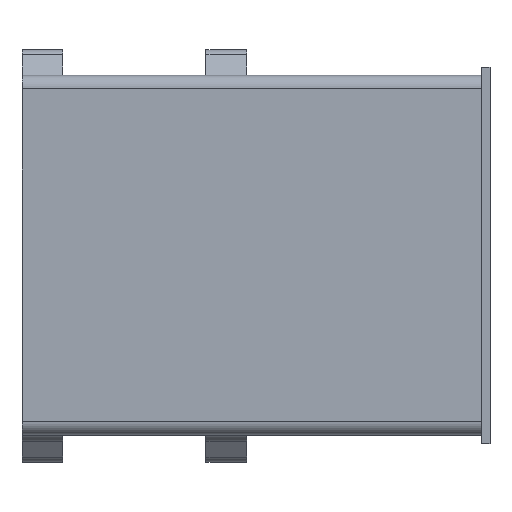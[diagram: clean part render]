
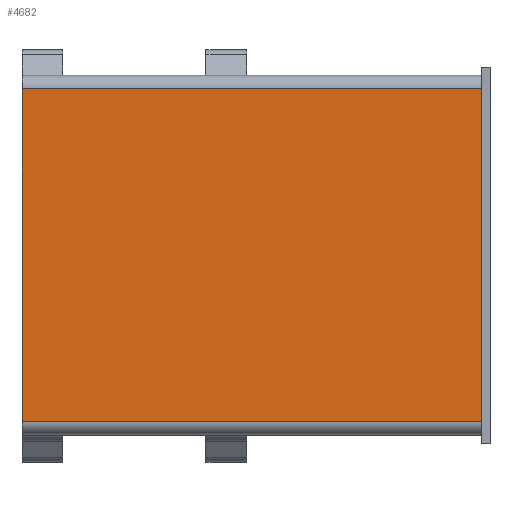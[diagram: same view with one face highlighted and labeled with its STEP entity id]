
A CAD part, top view. The second image highlights one B-rep face of the part: STEP entity #4682.
In plain terms, the highlighted planar face has unit normal (0, 0, 1).
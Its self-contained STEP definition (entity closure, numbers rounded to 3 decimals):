
#272 = PLANE('',#273);
#273 = AXIS2_PLACEMENT_3D('',#274,#275,#276);
#274 = CARTESIAN_POINT('',(0.,-13.3,0.));
#275 = DIRECTION('',(-1.,0.,0.));
#276 = DIRECTION('',(0.,1.,0.));
#802 = CYLINDRICAL_SURFACE('',#803,0.5);
#803 = AXIS2_PLACEMENT_3D('',#804,#805,#806);
#804 = CARTESIAN_POINT('',(0.,-0.5,14.79));
#805 = DIRECTION('',(1.,0.,0.));
#806 = DIRECTION('',(0.,1.,0.));
#830 = PLANE('',#831);
#831 = AXIS2_PLACEMENT_3D('',#832,#833,#834);
#832 = CARTESIAN_POINT('',(17.,-13.6,15.59));
#833 = DIRECTION('',(1.,0.,0.));
#834 = DIRECTION('',(0.,0.,1.));
#1664 = VERTEX_POINT('',#1665);
#1665 = CARTESIAN_POINT('',(0.,-12.8,15.29));
#1680 = CYLINDRICAL_SURFACE('',#1681,0.5);
#1681 = AXIS2_PLACEMENT_3D('',#1682,#1683,#1684);
#1682 = CARTESIAN_POINT('',(17.,-12.8,14.79));
#1683 = DIRECTION('',(-1.,0.,0.));
#1684 = DIRECTION('',(0.,-1.,0.));
#1692 = EDGE_CURVE('',#1664,#1693,#1695,.T.);
#1693 = VERTEX_POINT('',#1694);
#1694 = CARTESIAN_POINT('',(0.,-0.5,15.29));
#1695 = SURFACE_CURVE('',#1696,(#1700,#1707),.PCURVE_S1.);
#1696 = LINE('',#1697,#1698);
#1697 = CARTESIAN_POINT('',(0.,-13.3,15.29));
#1698 = VECTOR('',#1699,1.);
#1699 = DIRECTION('',(0.,1.,0.));
#1700 = PCURVE('',#272,#1701);
#1701 = DEFINITIONAL_REPRESENTATION('',(#1702),#1706);
#1702 = LINE('',#1703,#1704);
#1703 = CARTESIAN_POINT('',(0.,-15.29));
#1704 = VECTOR('',#1705,1.);
#1705 = DIRECTION('',(1.,0.));
#1706 = ( GEOMETRIC_REPRESENTATION_CONTEXT(2) 
PARAMETRIC_REPRESENTATION_CONTEXT() REPRESENTATION_CONTEXT('2D SPACE',''
  ) );
#1707 = PCURVE('',#1708,#1713);
#1708 = PLANE('',#1709);
#1709 = AXIS2_PLACEMENT_3D('',#1710,#1711,#1712);
#1710 = CARTESIAN_POINT('',(0.,0.,15.29));
#1711 = DIRECTION('',(0.,0.,1.));
#1712 = DIRECTION('',(1.,0.,0.));
#1713 = DEFINITIONAL_REPRESENTATION('',(#1714),#1718);
#1714 = LINE('',#1715,#1716);
#1715 = CARTESIAN_POINT('',(0.,-13.3));
#1716 = VECTOR('',#1717,1.);
#1717 = DIRECTION('',(0.,1.));
#1718 = ( GEOMETRIC_REPRESENTATION_CONTEXT(2) 
PARAMETRIC_REPRESENTATION_CONTEXT() REPRESENTATION_CONTEXT('2D SPACE',''
  ) );
#3216 = EDGE_CURVE('',#1693,#3217,#3219,.T.);
#3217 = VERTEX_POINT('',#3218);
#3218 = CARTESIAN_POINT('',(17.,-0.5,15.29));
#3219 = SURFACE_CURVE('',#3220,(#3224,#3231),.PCURVE_S1.);
#3220 = LINE('',#3221,#3222);
#3221 = CARTESIAN_POINT('',(0.,-0.5,15.29));
#3222 = VECTOR('',#3223,1.);
#3223 = DIRECTION('',(1.,0.,0.));
#3224 = PCURVE('',#802,#3225);
#3225 = DEFINITIONAL_REPRESENTATION('',(#3226),#3230);
#3226 = LINE('',#3227,#3228);
#3227 = CARTESIAN_POINT('',(1.571,0.));
#3228 = VECTOR('',#3229,1.);
#3229 = DIRECTION('',(0.,1.));
#3230 = ( GEOMETRIC_REPRESENTATION_CONTEXT(2) 
PARAMETRIC_REPRESENTATION_CONTEXT() REPRESENTATION_CONTEXT('2D SPACE',''
  ) );
#3231 = PCURVE('',#1708,#3232);
#3232 = DEFINITIONAL_REPRESENTATION('',(#3233),#3237);
#3233 = LINE('',#3234,#3235);
#3234 = CARTESIAN_POINT('',(0.,-0.5));
#3235 = VECTOR('',#3236,1.);
#3236 = DIRECTION('',(1.,0.));
#3237 = ( GEOMETRIC_REPRESENTATION_CONTEXT(2) 
PARAMETRIC_REPRESENTATION_CONTEXT() REPRESENTATION_CONTEXT('2D SPACE',''
  ) );
#3367 = VERTEX_POINT('',#3368);
#3368 = CARTESIAN_POINT('',(17.,-12.8,15.29));
#3394 = EDGE_CURVE('',#3367,#3217,#3395,.T.);
#3395 = SURFACE_CURVE('',#3396,(#3400,#3407),.PCURVE_S1.);
#3396 = LINE('',#3397,#3398);
#3397 = CARTESIAN_POINT('',(17.,-13.3,15.29));
#3398 = VECTOR('',#3399,1.);
#3399 = DIRECTION('',(0.,1.,0.));
#3400 = PCURVE('',#830,#3401);
#3401 = DEFINITIONAL_REPRESENTATION('',(#3402),#3406);
#3402 = LINE('',#3403,#3404);
#3403 = CARTESIAN_POINT('',(-0.3,-0.3));
#3404 = VECTOR('',#3405,1.);
#3405 = DIRECTION('',(0.,-1.));
#3406 = ( GEOMETRIC_REPRESENTATION_CONTEXT(2) 
PARAMETRIC_REPRESENTATION_CONTEXT() REPRESENTATION_CONTEXT('2D SPACE',''
  ) );
#3407 = PCURVE('',#1708,#3408);
#3408 = DEFINITIONAL_REPRESENTATION('',(#3409),#3413);
#3409 = LINE('',#3410,#3411);
#3410 = CARTESIAN_POINT('',(17.,-13.3));
#3411 = VECTOR('',#3412,1.);
#3412 = DIRECTION('',(0.,1.));
#3413 = ( GEOMETRIC_REPRESENTATION_CONTEXT(2) 
PARAMETRIC_REPRESENTATION_CONTEXT() REPRESENTATION_CONTEXT('2D SPACE',''
  ) );
#4415 = EDGE_CURVE('',#3367,#1664,#4416,.T.);
#4416 = SURFACE_CURVE('',#4417,(#4421,#4428),.PCURVE_S1.);
#4417 = LINE('',#4418,#4419);
#4418 = CARTESIAN_POINT('',(17.,-12.8,15.29));
#4419 = VECTOR('',#4420,1.);
#4420 = DIRECTION('',(-1.,0.,0.));
#4421 = PCURVE('',#1680,#4422);
#4422 = DEFINITIONAL_REPRESENTATION('',(#4423),#4427);
#4423 = LINE('',#4424,#4425);
#4424 = CARTESIAN_POINT('',(1.571,0.));
#4425 = VECTOR('',#4426,1.);
#4426 = DIRECTION('',(0.,1.));
#4427 = ( GEOMETRIC_REPRESENTATION_CONTEXT(2) 
PARAMETRIC_REPRESENTATION_CONTEXT() REPRESENTATION_CONTEXT('2D SPACE',''
  ) );
#4428 = PCURVE('',#1708,#4429);
#4429 = DEFINITIONAL_REPRESENTATION('',(#4430),#4434);
#4430 = LINE('',#4431,#4432);
#4431 = CARTESIAN_POINT('',(17.,-12.8));
#4432 = VECTOR('',#4433,1.);
#4433 = DIRECTION('',(-1.,0.));
#4434 = ( GEOMETRIC_REPRESENTATION_CONTEXT(2) 
PARAMETRIC_REPRESENTATION_CONTEXT() REPRESENTATION_CONTEXT('2D SPACE',''
  ) );
#4682 = ADVANCED_FACE('',(#4683),#1708,.T.);
#4683 = FACE_BOUND('',#4684,.T.);
#4684 = EDGE_LOOP('',(#4685,#4686,#4687,#4688));
#4685 = ORIENTED_EDGE('',*,*,#3394,.T.);
#4686 = ORIENTED_EDGE('',*,*,#3216,.F.);
#4687 = ORIENTED_EDGE('',*,*,#1692,.F.);
#4688 = ORIENTED_EDGE('',*,*,#4415,.F.);
